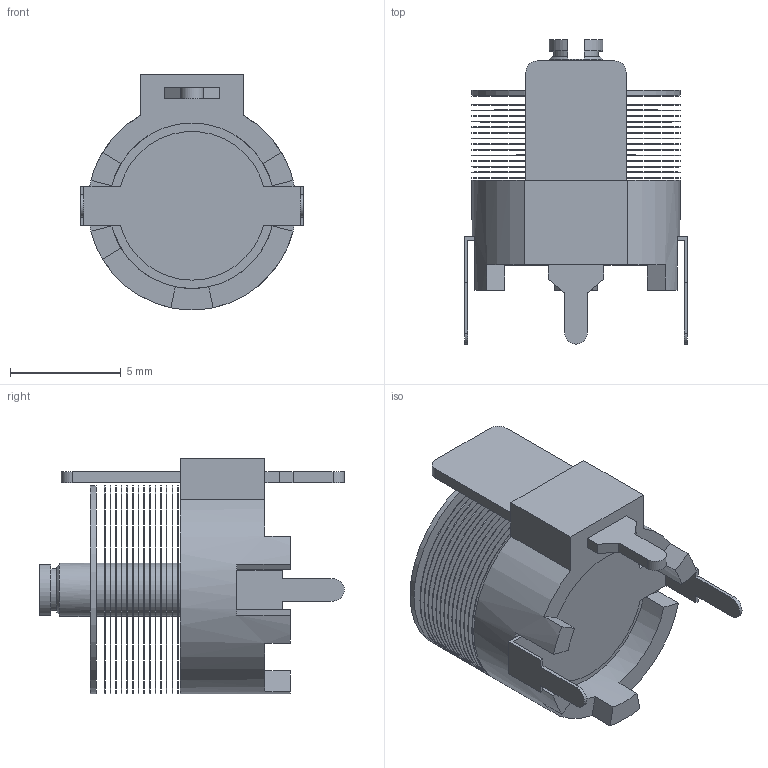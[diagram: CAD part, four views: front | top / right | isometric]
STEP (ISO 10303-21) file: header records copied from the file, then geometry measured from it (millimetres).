
FILE_DESCRIPTION (( 'STEP AP214' ), '1' );
FILE_NAME ('BB678FD1-2F7B-4E2C-8432-BFEC4E924171.STEP', '2023-03-06T18:13:26', ( '' ), ( '' ), 'SwSTEP 2.0', 'SolidWorks 2022', '' );
FILE_SCHEMA (( 'AUTOMOTIVE_DESIGN' ));
Length unit declared in the file: inch
Products named in the file (1): BB678FD1-2F7B-4E2C-8432-BFEC4E924171
Bounding box: 10.06 x 13.74 x 10.64 mm (x, y, z)
Volume: 324.8 mm3; surface area: 2433.2 mm2
Topology: 1 solids, 1 shells, 173 faces, 406 edges, 268 vertices
Faces by surface type: plane 93, cylinder 78, cone 2
Entity records: 5658 total; most frequent: DIRECTION 930, CARTESIAN_POINT 860, ORIENTED_EDGE 812, EDGE_CURVE 406, AXIS2_PLACEMENT_3D 354, VERTEX_POINT 268, LINE 222, VECTOR 222
